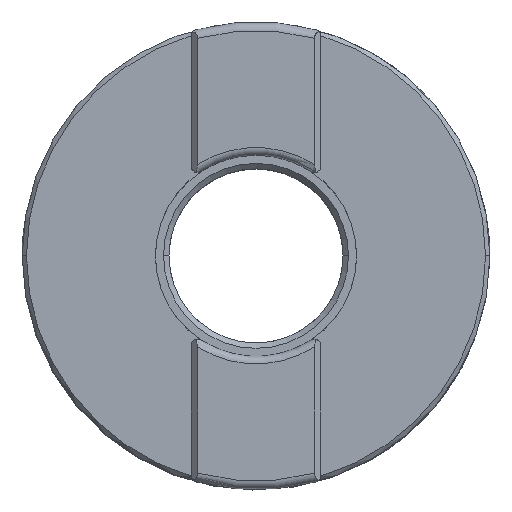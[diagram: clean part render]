
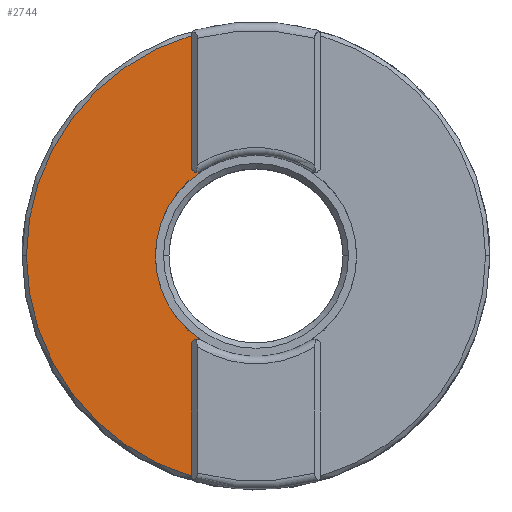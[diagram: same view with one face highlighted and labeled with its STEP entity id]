
A CAD part, top view. The second image highlights one B-rep face of the part: STEP entity #2744.
In plain terms, the highlighted planar face has unit normal (0, 0, 1).
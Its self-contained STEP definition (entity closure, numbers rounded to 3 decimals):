
#44 = ORIENTED_EDGE ( 'NONE', *, *, #2765, .T. ) ;
#118 = DIRECTION ( 'NONE',  ( 0., 0., -1. ) ) ;
#190 = AXIS2_PLACEMENT_3D ( 'NONE', #894, #2782, #1220 ) ;
#246 = CIRCLE ( 'NONE', #981, 9.25 ) ;
#364 = CIRCLE ( 'NONE', #190, 21.1 ) ;
#407 = CARTESIAN_POINT ( 'NONE',  ( -5.37, -8.257, 16.5 ) ) ;
#419 = ORIENTED_EDGE ( 'NONE', *, *, #3214, .T. ) ;
#427 = PLANE ( 'NONE',  #2471 ) ;
#468 = LINE ( 'NONE', #2103, #1113 ) ;
#631 = DIRECTION ( 'NONE',  ( 0., 0., -1. ) ) ;
#645 = CARTESIAN_POINT ( 'NONE',  ( -5.97, 8.257, 16.5 ) ) ;
#669 = CARTESIAN_POINT ( 'NONE',  ( -5.37, 8.257, 16.5 ) ) ;
#675 = EDGE_CURVE ( 'NONE', #3249, #2407, #468, .T. ) ;
#685 = DIRECTION ( 'NONE',  ( 1., 0., 0. ) ) ;
#694 = CARTESIAN_POINT ( 'NONE',  ( -21.1, 0., 16.5 ) ) ;
#758 = CIRCLE ( 'NONE', #2700, 9.25 ) ;
#764 = ORIENTED_EDGE ( 'NONE', *, *, #2783, .T. ) ;
#818 = DIRECTION ( 'NONE',  ( 1., 0., 0. ) ) ;
#820 = VERTEX_POINT ( 'NONE', #889 ) ;
#843 = ORIENTED_EDGE ( 'NONE', *, *, #2402, .T. ) ;
#883 = DIRECTION ( 'NONE',  ( 0., 0., 1. ) ) ;
#889 = CARTESIAN_POINT ( 'NONE',  ( -5.97, -8.257, 16.5 ) ) ;
#894 = CARTESIAN_POINT ( 'NONE',  ( 0., 0., 16.5 ) ) ;
#899 = DIRECTION ( 'NONE',  ( 1., 0., 0. ) ) ;
#915 = FACE_OUTER_BOUND ( 'NONE', #3497, .T. ) ;
#981 = AXIS2_PLACEMENT_3D ( 'NONE', #1656, #3268, #818 ) ;
#1113 = VECTOR ( 'NONE', #2122, 1000. ) ;
#1171 = CARTESIAN_POINT ( 'NONE',  ( -5.043, -7.754, 16.5 ) ) ;
#1220 = DIRECTION ( 'NONE',  ( 1., 0., 0. ) ) ;
#1224 = DIRECTION ( 'NONE',  ( 1., 0., 0. ) ) ;
#1386 = CIRCLE ( 'NONE', #1665, 0.6 ) ;
#1475 = DIRECTION ( 'NONE',  ( 1., 0., 0. ) ) ;
#1486 = CARTESIAN_POINT ( 'NONE',  ( -5.97, 20.655, 16.5 ) ) ;
#1622 = CARTESIAN_POINT ( 'NONE',  ( -5.043, 7.754, 16.5 ) ) ;
#1656 = CARTESIAN_POINT ( 'NONE',  ( 0., 0., 16.5 ) ) ;
#1665 = AXIS2_PLACEMENT_3D ( 'NONE', #669, #2842, #3332 ) ;
#1723 = CARTESIAN_POINT ( 'NONE',  ( 0., 0., 16.5 ) ) ;
#1741 = DIRECTION ( 'NONE',  ( 0., 1., 0. ) ) ;
#1796 = VERTEX_POINT ( 'NONE', #1171 ) ;
#1962 = CARTESIAN_POINT ( 'NONE',  ( -9.25, 0., 16.5 ) ) ;
#2050 = ORIENTED_EDGE ( 'NONE', *, *, #3171, .F. ) ;
#2103 = CARTESIAN_POINT ( 'NONE',  ( -5.97, 20.655, 16.5 ) ) ;
#2122 = DIRECTION ( 'NONE',  ( 0., 1., 0. ) ) ;
#2127 = VECTOR ( 'NONE', #1741, 1000. ) ;
#2178 = AXIS2_PLACEMENT_3D ( 'NONE', #2273, #631, #1475 ) ;
#2253 = VERTEX_POINT ( 'NONE', #694 ) ;
#2273 = CARTESIAN_POINT ( 'NONE',  ( 0., 0., 16.5 ) ) ;
#2329 = VERTEX_POINT ( 'NONE', #1622 ) ;
#2402 = EDGE_CURVE ( 'NONE', #1796, #2625, #246, .T. ) ;
#2407 = VERTEX_POINT ( 'NONE', #2516 ) ;
#2418 = VERTEX_POINT ( 'NONE', #2756 ) ;
#2471 = AXIS2_PLACEMENT_3D ( 'NONE', #1723, #883, #1224 ) ;
#2516 = CARTESIAN_POINT ( 'NONE',  ( -5.97, 20.238, 16.5 ) ) ;
#2564 = LINE ( 'NONE', #1486, #2127 ) ;
#2625 = VERTEX_POINT ( 'NONE', #1962 ) ;
#2700 = AXIS2_PLACEMENT_3D ( 'NONE', #2801, #3103, #685 ) ;
#2737 = EDGE_CURVE ( 'NONE', #2253, #2407, #2815, .T. ) ;
#2744 = ADVANCED_FACE ( 'NONE', ( #915 ), #427, .T. ) ;
#2756 = CARTESIAN_POINT ( 'NONE',  ( -5.97, -20.238, 16.5 ) ) ;
#2765 = EDGE_CURVE ( 'NONE', #2329, #3249, #1386, .T. ) ;
#2782 = DIRECTION ( 'NONE',  ( 0., 0., -1. ) ) ;
#2783 = EDGE_CURVE ( 'NONE', #820, #1796, #3042, .T. ) ;
#2801 = CARTESIAN_POINT ( 'NONE',  ( 0., 0., 16.5 ) ) ;
#2815 = CIRCLE ( 'NONE', #2178, 21.1 ) ;
#2839 = ORIENTED_EDGE ( 'NONE', *, *, #675, .T. ) ;
#2842 = DIRECTION ( 'NONE',  ( 0., 0., -1. ) ) ;
#2851 = EDGE_CURVE ( 'NONE', #2625, #2329, #758, .T. ) ;
#2992 = ORIENTED_EDGE ( 'NONE', *, *, #2737, .F. ) ;
#3042 = CIRCLE ( 'NONE', #3387, 0.6 ) ;
#3063 = ORIENTED_EDGE ( 'NONE', *, *, #2851, .T. ) ;
#3103 = DIRECTION ( 'NONE',  ( 0., 0., -1. ) ) ;
#3171 = EDGE_CURVE ( 'NONE', #2418, #2253, #364, .T. ) ;
#3214 = EDGE_CURVE ( 'NONE', #2418, #820, #2564, .T. ) ;
#3249 = VERTEX_POINT ( 'NONE', #645 ) ;
#3268 = DIRECTION ( 'NONE',  ( 0., 0., -1. ) ) ;
#3332 = DIRECTION ( 'NONE',  ( 1., 0., 0. ) ) ;
#3387 = AXIS2_PLACEMENT_3D ( 'NONE', #407, #118, #899 ) ;
#3497 = EDGE_LOOP ( 'NONE', ( #419, #764, #843, #3063, #44, #2839, #2992, #2050 ) ) ;
